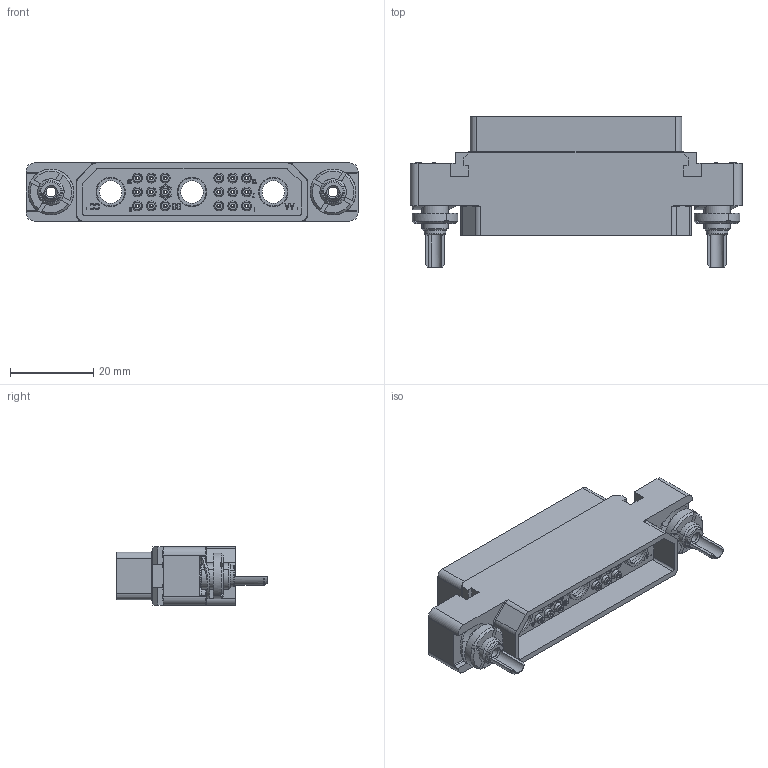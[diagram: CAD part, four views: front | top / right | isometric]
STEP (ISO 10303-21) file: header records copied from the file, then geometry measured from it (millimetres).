
FILE_DESCRIPTION((''),'2;1');
FILE_NAME('1900ND08P1B00A','2019-10-29T',('presta_be4'),(''),'CREO PARAMETRIC BY PTC INC, 2018360','CREO PARAMETRIC BY PTC INC, 2018360','');
FILE_SCHEMA(('CONFIG_CONTROL_DESIGN'));
Products named in the file (1): 1900ND08P1B00A
Bounding box: 80 x 36.35 x 14 mm (x, y, z)
Volume: 13644.3 mm3; surface area: 15328.5 mm2
Topology: 1 solids, 1 shells, 3169 faces, 7836 edges, 4870 vertices
Faces by surface type: plane 1598, cylinder 735, torus 480, cone 330, extrusion 26
Entity records: 97929 total; most frequent: CARTESIAN_POINT 20994, DIRECTION 16562, ORIENTED_EDGE 15664, EDGE_CURVE 7832, AXIS2_PLACEMENT_3D 5757, VECTOR 5048, LINE 5022, VERTEX_POINT 4870
